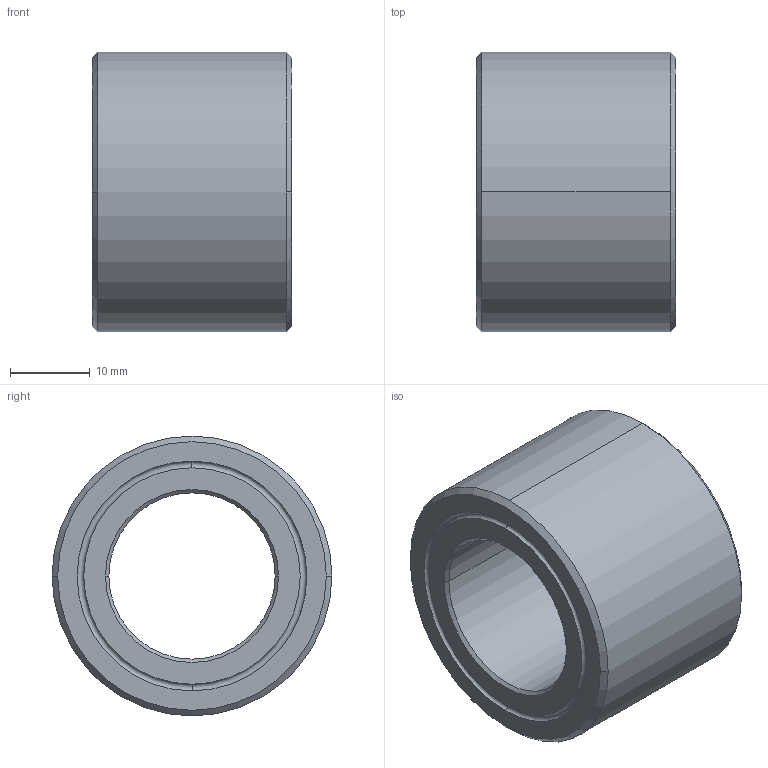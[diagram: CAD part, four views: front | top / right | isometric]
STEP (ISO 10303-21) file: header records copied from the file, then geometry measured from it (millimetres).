
FILE_DESCRIPTION(('STEP AP214'),'1');
FILE_NAME('HALDERN_EH_23111_0838.stp','2015-05-04T09:25:18',('TraceParts'),('TraceParts S.A.'),'Spatial InterOp 3D',' ',' ');
FILE_SCHEMA(('automotive_design'));
Length unit declared in the file: millimetre
Products named in the file (1): 1
Bounding box: 25 x 35 x 35 mm (x, y, z)
Volume: 15445.7 mm3; surface area: 5587.6 mm2
Topology: 1 solids, 1 shells, 20 faces, 44 edges, 28 vertices
Faces by surface type: cone 8, cylinder 4, torus 4, plane 4
Entity records: 748 total; most frequent: DIRECTION 118, CARTESIAN_POINT 93, ORIENTED_EDGE 88, AXIS2_PLACEMENT_3D 53, EDGE_CURVE 44, CIRCLE 32, VERTEX_POINT 28, EDGE_LOOP 24
